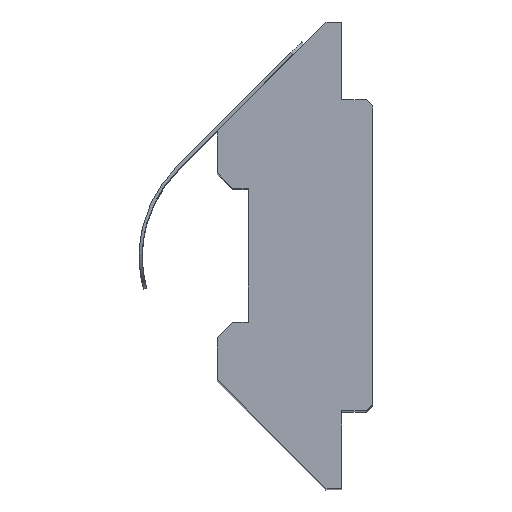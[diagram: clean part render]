
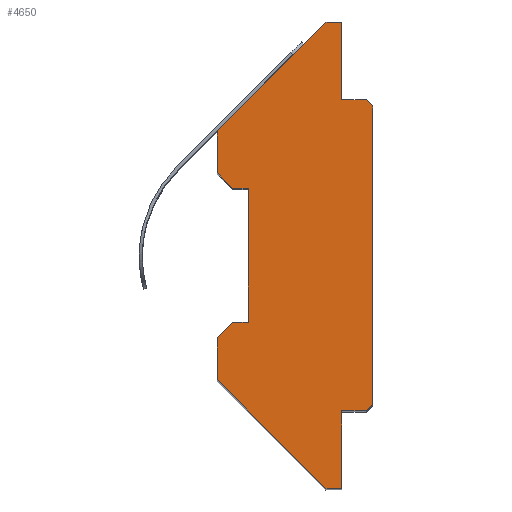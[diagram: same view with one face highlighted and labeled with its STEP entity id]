
A CAD part, top view. The second image highlights one B-rep face of the part: STEP entity #4650.
In plain terms, the highlighted face is planar.
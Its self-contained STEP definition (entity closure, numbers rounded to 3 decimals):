
#1590=CARTESIAN_POINT('',(12.5,-5.,-3.8));
#1600=VERTEX_POINT('',#1590);
#1630=CARTESIAN_POINT('',(12.5,0.,-8.8));
#1640=DIRECTION('',(0.,0.707,-0.707));
#1650=VECTOR('',#1640,1.);
#1660=LINE('',#1630,#1650);
#1670=CARTESIAN_POINT('',(12.5,-4.8,-4.));
#1680=VERTEX_POINT('',#1670);
#1690=EDGE_CURVE('',#1600,#1680,#1660,.T.);
#1850=CARTESIAN_POINT('',(12.5,-7.5,0.));
#1860=DIRECTION('',(0.,0.,-1.));
#1870=VECTOR('',#1860,1.);
#1880=LINE('',#1850,#1870);
#1890=CARTESIAN_POINT('',(12.5,-7.5,-2.5));
#1900=VERTEX_POINT('',#1890);
#1910=CARTESIAN_POINT('',(12.5,-7.5,-3.));
#1920=VERTEX_POINT('',#1910);
#1930=EDGE_CURVE('',#1900,#1920,#1880,.T.);
#2210=CARTESIAN_POINT('',(12.5,7.5,-3.));
#2220=VERTEX_POINT('',#2210);
#2250=CARTESIAN_POINT('',(12.5,7.5,0.));
#2260=DIRECTION('',(0.,0.,-1.));
#2270=VECTOR('',#2260,1.);
#2280=LINE('',#2250,#2270);
#2290=CARTESIAN_POINT('',(12.5,7.5,-2.5));
#2300=VERTEX_POINT('',#2290);
#2310=EDGE_CURVE('',#2300,#2220,#2280,.T.);
#2470=CARTESIAN_POINT('',(12.5,0.,5.));
#2480=DIRECTION('',(0.,0.707,0.707));
#2490=VECTOR('',#2480,1.);
#2500=LINE('',#2470,#2490);
#2510=CARTESIAN_POINT('',(12.5,-4.,1.));
#2520=VERTEX_POINT('',#2510);
#2530=EDGE_CURVE('',#1900,#2520,#2500,.T.);
#2710=CARTESIAN_POINT('',(12.5,0.,5.));
#2720=DIRECTION('',(0.,0.707,-0.707));
#2730=VECTOR('',#2720,1.);
#2740=LINE('',#2710,#2730);
#2750=CARTESIAN_POINT('',(12.5,4.,1.));
#2760=VERTEX_POINT('',#2750);
#2770=EDGE_CURVE('',#2760,#2300,#2740,.T.);
#2990=CARTESIAN_POINT('',(12.5,4.8,-4.));
#3000=VERTEX_POINT('',#2990);
#3030=CARTESIAN_POINT('',(12.5,0.,-8.8));
#3040=DIRECTION('',(0.,-0.707,-0.707));
#3050=VECTOR('',#3040,1.);
#3060=LINE('',#3030,#3050);
#3070=CARTESIAN_POINT('',(12.5,5.,-3.8));
#3080=VERTEX_POINT('',#3070);
#3090=EDGE_CURVE('',#3080,#3000,#3060,.T.);
#3310=CARTESIAN_POINT('',(12.5,-5.,-3.));
#3320=VERTEX_POINT('',#3310);
#3350=CARTESIAN_POINT('',(12.5,-5.,0.));
#3360=DIRECTION('',(0.,0.,1.));
#3370=VECTOR('',#3360,1.);
#3380=LINE('',#3350,#3370);
#3390=EDGE_CURVE('',#1600,#3320,#3380,.T.);
#3520=CARTESIAN_POINT('',(12.5,0.,1.));
#3530=DIRECTION('',(0.,1.,0.));
#3540=VECTOR('',#3530,1.);
#3550=LINE('',#3520,#3540);
#3560=CARTESIAN_POINT('',(12.5,2.65,1.));
#3570=VERTEX_POINT('',#3560);
#3580=EDGE_CURVE('',#3570,#2760,#3550,.T.);
#3820=CARTESIAN_POINT('',(12.5,-6.,0.4));
#3830=DIRECTION('',(1.,0.,0.));
#3840=DIRECTION('',(0.,1.,0.));
#3850=AXIS2_PLACEMENT_3D('',#3820,#3830,#3840);
#3860=PLANE('',#3850);
#3870=CARTESIAN_POINT('',(12.5,0.,-4.));
#3880=DIRECTION('',(0.,1.,0.));
#3890=VECTOR('',#3880,1.);
#3900=LINE('',#3870,#3890);
#3910=EDGE_CURVE('',#1680,#3000,#3900,.T.);
#3920=ORIENTED_EDGE('',*,*,#3910,.T.);
#3930=ORIENTED_EDGE('',*,*,#1690,.T.);
#3940=ORIENTED_EDGE('',*,*,#3390,.F.);
#3950=CARTESIAN_POINT('',(12.5,0.,-3.));
#3960=DIRECTION('',(0.,-1.,0.));
#3970=VECTOR('',#3960,1.);
#3980=LINE('',#3950,#3970);
#3990=EDGE_CURVE('',#3320,#1920,#3980,.T.);
#4000=ORIENTED_EDGE('',*,*,#3990,.F.);
#4010=ORIENTED_EDGE('',*,*,#1930,.T.);
#4020=ORIENTED_EDGE('',*,*,#2530,.F.);
#4030=CARTESIAN_POINT('',(12.5,-2.65,1.));
#4040=VERTEX_POINT('',#4030);
#4050=EDGE_CURVE('',#2520,#4040,#3550,.T.);
#4060=ORIENTED_EDGE('',*,*,#4050,.F.);
#4070=CARTESIAN_POINT('',(12.5,0.,-1.65));
#4080=DIRECTION('',(0.,-0.707,0.707));
#4090=VECTOR('',#4080,1.);
#4100=LINE('',#4070,#4090);
#4110=CARTESIAN_POINT('',(12.5,-2.15,0.5));
#4120=VERTEX_POINT('',#4110);
#4130=EDGE_CURVE('',#4120,#4040,#4100,.T.);
#4140=ORIENTED_EDGE('',*,*,#4130,.T.);
#4150=CARTESIAN_POINT('',(12.5,-2.15,0.));
#4160=DIRECTION('',(0.,0.,1.));
#4170=VECTOR('',#4160,1.);
#4180=LINE('',#4150,#4170);
#4190=CARTESIAN_POINT('',(12.5,-2.15,0.));
#4200=VERTEX_POINT('',#4190);
#4210=EDGE_CURVE('',#4200,#4120,#4180,.T.);
#4220=ORIENTED_EDGE('',*,*,#4210,.T.);
#4230=CARTESIAN_POINT('',(12.5,0.,0.));
#4240=DIRECTION('',(0.,-1.,0.));
#4250=VECTOR('',#4240,1.);
#4260=LINE('',#4230,#4250);
#4270=CARTESIAN_POINT('',(12.5,2.15,0.));
#4280=VERTEX_POINT('',#4270);
#4290=EDGE_CURVE('',#4280,#4200,#4260,.T.);
#4300=ORIENTED_EDGE('',*,*,#4290,.T.);
#4310=CARTESIAN_POINT('',(12.5,2.15,0.));
#4320=DIRECTION('',(0.,0.,-1.));
#4330=VECTOR('',#4320,1.);
#4340=LINE('',#4310,#4330);
#4350=CARTESIAN_POINT('',(12.5,2.15,0.5));
#4360=VERTEX_POINT('',#4350);
#4370=EDGE_CURVE('',#4360,#4280,#4340,.T.);
#4380=ORIENTED_EDGE('',*,*,#4370,.T.);
#4390=CARTESIAN_POINT('',(12.5,0.,-1.65));
#4400=DIRECTION('',(0.,-0.707,-0.707));
#4410=VECTOR('',#4400,1.);
#4420=LINE('',#4390,#4410);
#4430=EDGE_CURVE('',#3570,#4360,#4420,.T.);
#4440=ORIENTED_EDGE('',*,*,#4430,.T.);
#4450=ORIENTED_EDGE('',*,*,#3580,.F.);
#4460=ORIENTED_EDGE('',*,*,#2770,.F.);
#4470=ORIENTED_EDGE('',*,*,#2310,.F.);
#4480=CARTESIAN_POINT('',(12.5,0.,-3.));
#4490=DIRECTION('',(0.,-1.,0.));
#4500=VECTOR('',#4490,1.);
#4510=LINE('',#4480,#4500);
#4520=CARTESIAN_POINT('',(12.5,5.,-3.));
#4530=VERTEX_POINT('',#4520);
#4540=EDGE_CURVE('',#2220,#4530,#4510,.T.);
#4550=ORIENTED_EDGE('',*,*,#4540,.F.);
#4560=CARTESIAN_POINT('',(12.5,5.,0.));
#4570=DIRECTION('',(0.,0.,-1.));
#4580=VECTOR('',#4570,1.);
#4590=LINE('',#4560,#4580);
#4600=EDGE_CURVE('',#4530,#3080,#4590,.T.);
#4610=ORIENTED_EDGE('',*,*,#4600,.F.);
#4620=ORIENTED_EDGE('',*,*,#3090,.F.);
#4630=EDGE_LOOP('',(#4620,#4610,#4550,#4470,#4460,#4450,#4440,#4380,
#4300,#4220,#4140,#4060,#4020,#4010,#4000,#3940,#3930,#3920));
#4640=FACE_OUTER_BOUND('',#4630,.T.);
#4650=ADVANCED_FACE('',(#4640),#3860,.T.);
